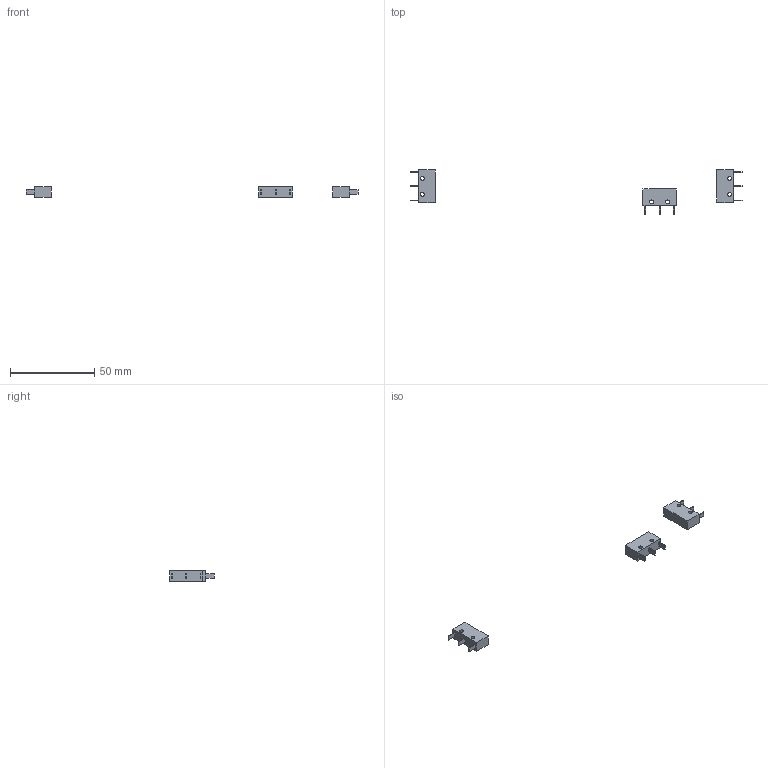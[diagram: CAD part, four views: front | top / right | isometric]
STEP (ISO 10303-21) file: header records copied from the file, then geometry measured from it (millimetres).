
FILE_DESCRIPTION(('CATIA V6 STEP','CAx-IF Rec.Pracs.--- Model Styling and Organization---1.2---2011-12-15'),'2;1');
FILE_NAME('Capteur-position.stp','2020-08-02T15:43:24+00:00',('NewPDM'),('Renault'),'CATIA Unofficial Packaging Version','DASSAULT SYSTEMES CATIA V6 STEP AP214','none');
FILE_SCHEMA(('AUTOMOTIVE_DESIGN { 1 0 10303 214 1 1 1 1 }'));
Length unit declared in the file: millimetre
Products named in the file (1): OCIM07AJP7
Bounding box: 197.5 x 26.6 x 6.4 mm (x, y, z)
Surface area: 2868.4 mm2 (no closed solid volume)
Topology: 0 solids, 3 shells, 75 faces, 192 edges, 132 vertices
Faces by surface type: plane 63, cylinder 12
Entity records: 2183 total; most frequent: ORIENTED_EDGE 384, CARTESIAN_POINT 377, DIRECTION 296, EDGE_CURVE 192, VECTOR 168, LINE 168, VERTEX_POINT 132, EDGE_LOOP 96
